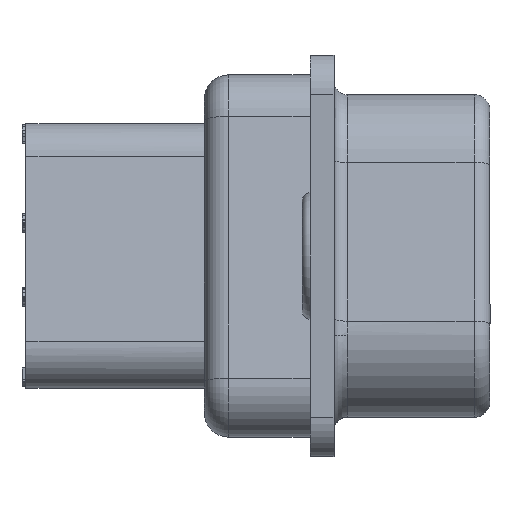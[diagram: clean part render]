
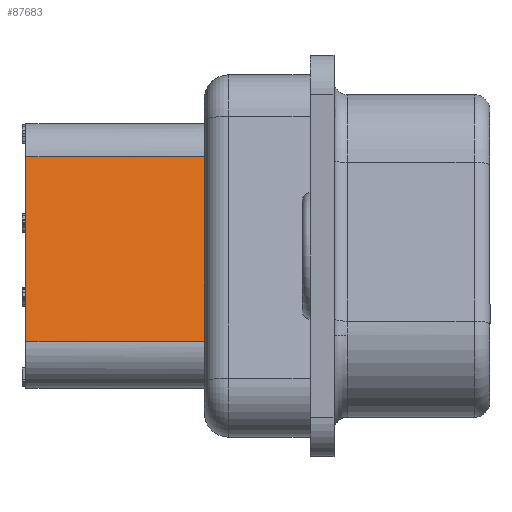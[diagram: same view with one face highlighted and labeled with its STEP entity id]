
A CAD part, left-side view. The second image highlights one B-rep face of the part: STEP entity #87683.
In plain terms, the highlighted planar face has unit normal (-0.985, 0, 0.174).
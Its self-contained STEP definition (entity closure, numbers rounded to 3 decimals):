
#4746 = VERTEX_POINT ( 'NONE', #47544 ) ;
#12828 = CARTESIAN_POINT ( 'NONE',  ( -97.643, -10.358, 6.212 ) ) ;
#15059 = ORIENTED_EDGE ( 'NONE', *, *, #89468, .T. ) ;
#21881 = VERTEX_POINT ( 'NONE', #117519 ) ;
#23092 = CARTESIAN_POINT ( 'NONE',  ( -98.877, -10.358, -0.788 ) ) ;
#33121 = DIRECTION ( 'NONE',  ( 0., 1., 0. ) ) ;
#34992 = CARTESIAN_POINT ( 'NONE',  ( -97.643, -10.358, 6.212 ) ) ;
#35352 = LINE ( 'NONE', #48436, #112246 ) ;
#36331 = CARTESIAN_POINT ( 'NONE',  ( -97.643, -10.358, 6.212 ) ) ;
#41396 = ORIENTED_EDGE ( 'NONE', *, *, #107558, .T. ) ;
#43160 = VECTOR ( 'NONE', #33121, 1000. ) ;
#43402 = DIRECTION ( 'NONE',  ( 0., 1., 0. ) ) ;
#45587 = VERTEX_POINT ( 'NONE', #95118 ) ;
#46426 = DIRECTION ( 'NONE',  ( 0.174, 0., 0.985 ) ) ;
#47544 = CARTESIAN_POINT ( 'NONE',  ( -97.643, -10.358, 6.212 ) ) ;
#48436 = CARTESIAN_POINT ( 'NONE',  ( -97.643, -17.108, 6.212 ) ) ;
#51637 = VECTOR ( 'NONE', #105110, 1000. ) ;
#58220 = ORIENTED_EDGE ( 'NONE', *, *, #78565, .F. ) ;
#66000 = VERTEX_POINT ( 'NONE', #79751 ) ;
#75688 = FACE_OUTER_BOUND ( 'NONE', #109059, .T. ) ;
#78071 = ORIENTED_EDGE ( 'NONE', *, *, #101216, .T. ) ;
#78565 = EDGE_CURVE ( 'NONE', #21881, #66000, #123114, .T. ) ;
#78830 = LINE ( 'NONE', #12828, #128923 ) ;
#79751 = CARTESIAN_POINT ( 'NONE',  ( -98.877, -10.358, -0.788 ) ) ;
#87683 = ADVANCED_FACE ( 'NONE', ( #75688 ), #126153, .T. ) ;
#88157 = AXIS2_PLACEMENT_3D ( 'NONE', #36331, #106486, #46426 ) ;
#89468 = EDGE_CURVE ( 'NONE', #45587, #4746, #78830, .T. ) ;
#95118 = CARTESIAN_POINT ( 'NONE',  ( -97.643, -17.108, 6.212 ) ) ;
#101216 = EDGE_CURVE ( 'NONE', #4746, #66000, #108106, .T. ) ;
#105110 = DIRECTION ( 'NONE',  ( -0.174, 0., -0.985 ) ) ;
#106486 = DIRECTION ( 'NONE',  ( -0.985, 0., 0.174 ) ) ;
#107558 = EDGE_CURVE ( 'NONE', #21881, #45587, #35352, .T. ) ;
#108106 = LINE ( 'NONE', #34992, #51637 ) ;
#108501 = DIRECTION ( 'NONE',  ( 0.174, 0., 0.985 ) ) ;
#109059 = EDGE_LOOP ( 'NONE', ( #58220, #41396, #15059, #78071 ) ) ;
#112246 = VECTOR ( 'NONE', #108501, 1000. ) ;
#117519 = CARTESIAN_POINT ( 'NONE',  ( -98.877, -17.108, -0.788 ) ) ;
#123114 = LINE ( 'NONE', #23092, #43160 ) ;
#126153 = PLANE ( 'NONE',  #88157 ) ;
#128923 = VECTOR ( 'NONE', #43402, 1000. ) ;
